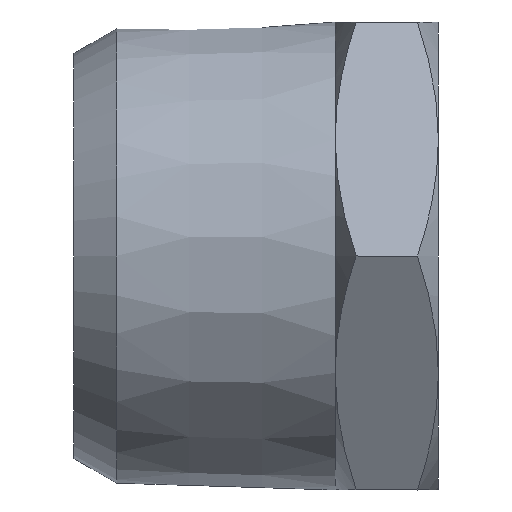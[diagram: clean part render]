
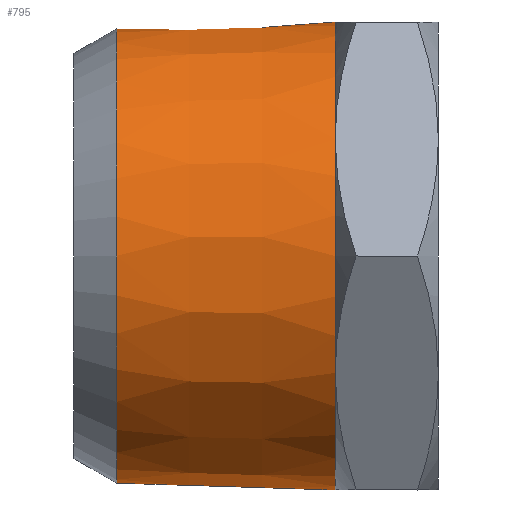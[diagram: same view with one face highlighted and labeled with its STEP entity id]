
A CAD part, left-side view. The second image highlights one B-rep face of the part: STEP entity #795.
In plain terms, the highlighted conical face has half-angle 1.79 degrees and reference radius 16.5 mm.
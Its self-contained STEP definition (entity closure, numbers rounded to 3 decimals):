
#36 = AXIS2_PLACEMENT_3D ( 'NONE', #727, #564, #768 ) ;
#67 = AXIS2_PLACEMENT_3D ( 'NONE', #775, #658, #580 ) ;
#68 = AXIS2_PLACEMENT_3D ( 'NONE', #493, #717, #756 ) ;
#75 = EDGE_CURVE ( 'NONE', #246, #246, #280, .T. ) ;
#76 = EDGE_CURVE ( 'NONE', #341, #341, #137, .T. ) ;
#137 = CIRCLE ( 'NONE', #67, 16.5 ) ;
#153 = FACE_OUTER_BOUND ( 'NONE', #296, .T. ) ;
#158 = FACE_BOUND ( 'NONE', #263, .T. ) ;
#166 = CONICAL_SURFACE ( 'NONE', #36, 16.5, 0.031 ) ;
#237 = ORIENTED_EDGE ( 'NONE', *, *, #75, .F. ) ;
#246 = VERTEX_POINT ( 'NONE', #708 ) ;
#263 = EDGE_LOOP ( 'NONE', ( #344 ) ) ;
#280 = CIRCLE ( 'NONE', #68, 16.996 ) ;
#296 = EDGE_LOOP ( 'NONE', ( #237 ) ) ;
#341 = VERTEX_POINT ( 'NONE', #569 ) ;
#344 = ORIENTED_EDGE ( 'NONE', *, *, #76, .F. ) ;
#493 = CARTESIAN_POINT ( 'NONE',  ( 0., 7.5, 0. ) ) ;
#564 = DIRECTION ( 'NONE',  ( 0., -1., 0. ) ) ;
#569 = CARTESIAN_POINT ( 'NONE',  ( 0., 23.382, -16.5 ) ) ;
#580 = DIRECTION ( 'NONE',  ( 0., 0., -1. ) ) ;
#658 = DIRECTION ( 'NONE',  ( 0., 1., 0. ) ) ;
#708 = CARTESIAN_POINT ( 'NONE',  ( 0., 7.5, -16.996 ) ) ;
#717 = DIRECTION ( 'NONE',  ( 0., -1., 0. ) ) ;
#727 = CARTESIAN_POINT ( 'NONE',  ( 0., 23.382, 0. ) ) ;
#756 = DIRECTION ( 'NONE',  ( 0., 0., -1. ) ) ;
#768 = DIRECTION ( 'NONE',  ( 0., 0., -1. ) ) ;
#775 = CARTESIAN_POINT ( 'NONE',  ( 0., 23.382, 0. ) ) ;
#795 = ADVANCED_FACE ( 'NONE', ( #158, #153 ), #166, .T. ) ;
